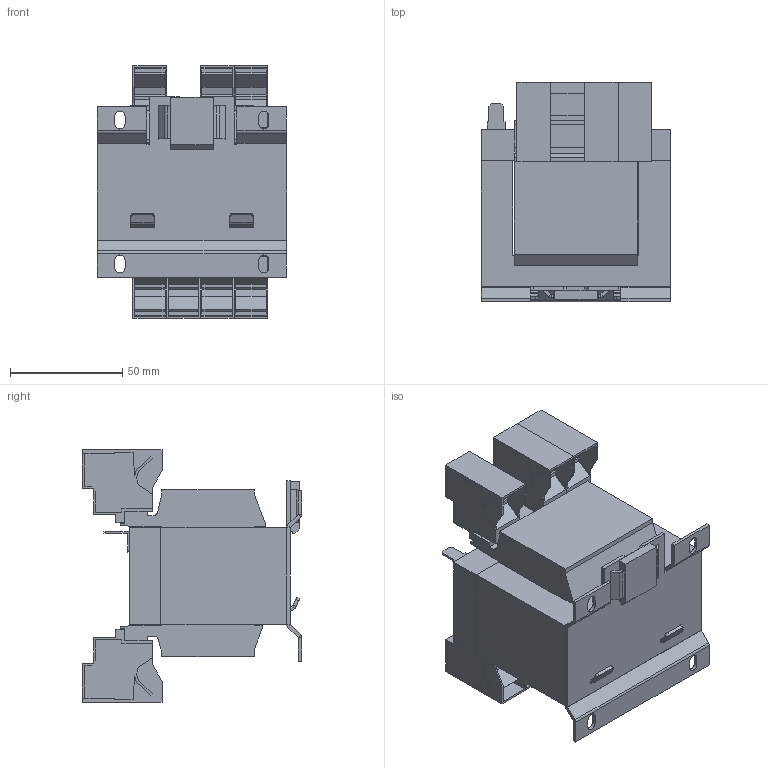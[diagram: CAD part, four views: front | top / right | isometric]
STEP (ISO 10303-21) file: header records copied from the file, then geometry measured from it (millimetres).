
FILE_DESCRIPTION (( 'STEP AP214' ), '1' );
FILE_NAME ('185352.STEP', '2023-07-07T08:59:43', ( '' ), ( '' ), 'SwSTEP 2.0', 'SolidWorks 2018', '' );
FILE_SCHEMA (( 'AUTOMOTIVE_DESIGN' ));
Length unit declared in the file: millimetre
Products named in the file (1): 185352
Bounding box: 84.05 x 97.47 x 112.3 mm (x, y, z)
Volume: 426760.6 mm3; surface area: 83855 mm2
Topology: 1 solids, 1 shells, 648 faces, 1870 edges, 1226 vertices
Faces by surface type: plane 534, cylinder 102, bspline 12
Entity records: 21308 total; most frequent: CARTESIAN_POINT 4165, ORIENTED_EDGE 3740, DIRECTION 3300, EDGE_CURVE 1870, VECTOR 1658, LINE 1658, VERTEX_POINT 1226, AXIS2_PLACEMENT_3D 821
